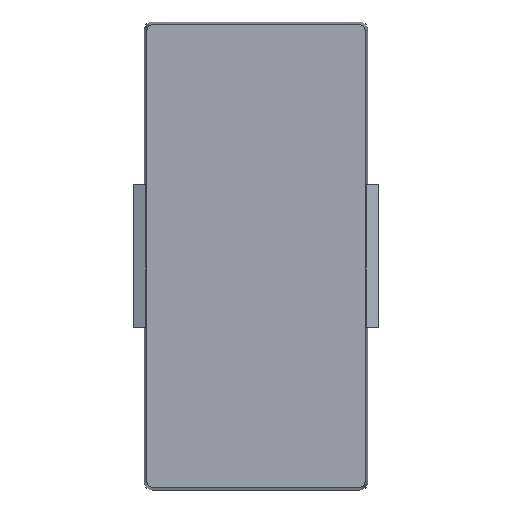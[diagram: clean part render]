
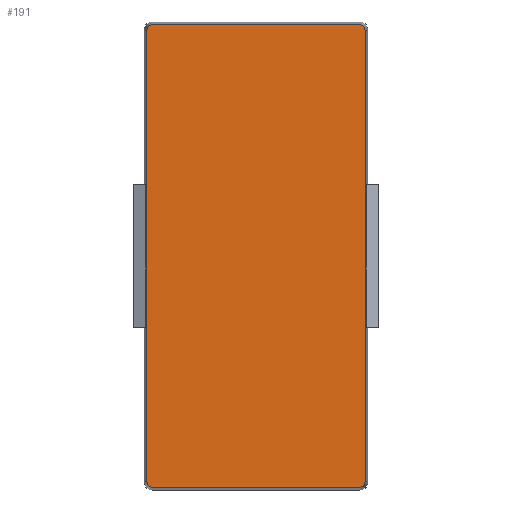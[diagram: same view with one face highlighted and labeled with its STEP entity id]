
A CAD part, top view. The second image highlights one B-rep face of the part: STEP entity #191.
In plain terms, the highlighted planar face has unit normal (0, 0, 1).
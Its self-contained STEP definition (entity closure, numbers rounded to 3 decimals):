
#3 = VERTEX_POINT ( 'NONE', #858 ) ;
#29 = VERTEX_POINT ( 'NONE', #855 ) ;
#57 = VECTOR ( 'NONE', #276, 1000. ) ;
#61 = LINE ( 'NONE', #273, #57 ) ;
#63 = VECTOR ( 'NONE', #298, 1000. ) ;
#79 = EDGE_LOOP ( 'NONE', ( #400, #295, #603, #611, #442, #451, #867, #843 ) ) ;
#110 = CIRCLE ( 'NONE', #409, 0.13 ) ;
#112 = LINE ( 'NONE', #310, #63 ) ;
#124 = CIRCLE ( 'NONE', #410, 0.13 ) ;
#141 = CIRCLE ( 'NONE', #412, 0.13 ) ;
#151 = VECTOR ( 'NONE', #466, 1000. ) ;
#155 = LINE ( 'NONE', #223, #151 ) ;
#157 = CIRCLE ( 'NONE', #414, 0.13 ) ;
#191 = ADVANCED_FACE ( 'NONE', ( #365 ), #777, .F. ) ;
#223 = CARTESIAN_POINT ( 'NONE',  ( -2.75, 5.68, 0.8 ) ) ;
#249 = EDGE_CURVE ( 'NONE', #815, #29, #820, .T. ) ;
#272 = CARTESIAN_POINT ( 'NONE',  ( 2.68, 5.55, 0.8 ) ) ;
#273 = CARTESIAN_POINT ( 'NONE',  ( -2.68, -5.75, 0.8 ) ) ;
#276 = DIRECTION ( 'NONE',  ( 0., 1., 0. ) ) ;
#280 = CARTESIAN_POINT ( 'NONE',  ( -2.55, -5.68, 0.8 ) ) ;
#282 = DIRECTION ( 'NONE',  ( -1., 0., 0. ) ) ;
#284 = DIRECTION ( 'NONE',  ( 0., 0., -1. ) ) ;
#286 = CARTESIAN_POINT ( 'NONE',  ( 2.55, -5.55, 0.8 ) ) ;
#295 = ORIENTED_EDGE ( 'NONE', *, *, #316, .F. ) ;
#298 = DIRECTION ( 'NONE',  ( -1., 0., 0. ) ) ;
#309 = EDGE_CURVE ( 'NONE', #326, #815, #157, .T. ) ;
#310 = CARTESIAN_POINT ( 'NONE',  ( -2.75, -5.68, 0.8 ) ) ;
#316 = EDGE_CURVE ( 'NONE', #461, #326, #155, .T. ) ;
#326 = VERTEX_POINT ( 'NONE', #448 ) ;
#347 = DIRECTION ( 'NONE',  ( -1., 0., 0. ) ) ;
#349 = DIRECTION ( 'NONE',  ( 0., 0., -1. ) ) ;
#351 = CARTESIAN_POINT ( 'NONE',  ( -2.55, -5.55, 0.8 ) ) ;
#365 = FACE_OUTER_BOUND ( 'NONE', #79, .T. ) ;
#368 = CARTESIAN_POINT ( 'NONE',  ( 2.68, -5.75, 0.8 ) ) ;
#384 = CARTESIAN_POINT ( 'NONE',  ( -2.68, 5.55, 0.8 ) ) ;
#388 = VERTEX_POINT ( 'NONE', #433 ) ;
#396 = CARTESIAN_POINT ( 'NONE',  ( -2.55, 5.68, 0.8 ) ) ;
#400 = ORIENTED_EDGE ( 'NONE', *, *, #309, .F. ) ;
#402 = DIRECTION ( 'NONE',  ( -1., 0., 0. ) ) ;
#403 = DIRECTION ( 'NONE',  ( 0., 0., -1. ) ) ;
#404 = CARTESIAN_POINT ( 'NONE',  ( -2.55, 5.55, 0.8 ) ) ;
#409 = AXIS2_PLACEMENT_3D ( 'NONE', #286, #284, #282 ) ;
#410 = AXIS2_PLACEMENT_3D ( 'NONE', #351, #349, #347 ) ;
#412 = AXIS2_PLACEMENT_3D ( 'NONE', #404, #403, #402 ) ;
#414 = AXIS2_PLACEMENT_3D ( 'NONE', #464, #458, #456 ) ;
#420 = EDGE_CURVE ( 'NONE', #480, #461, #141, .T. ) ;
#433 = CARTESIAN_POINT ( 'NONE',  ( -2.68, -5.55, 0.8 ) ) ;
#442 = ORIENTED_EDGE ( 'NONE', *, *, #560, .F. ) ;
#448 = CARTESIAN_POINT ( 'NONE',  ( 2.55, 5.68, 0.8 ) ) ;
#451 = ORIENTED_EDGE ( 'NONE', *, *, #714, .F. ) ;
#456 = DIRECTION ( 'NONE',  ( -1., 0., 0. ) ) ;
#458 = DIRECTION ( 'NONE',  ( 0., 0., -1. ) ) ;
#461 = VERTEX_POINT ( 'NONE', #396 ) ;
#464 = CARTESIAN_POINT ( 'NONE',  ( 2.55, 5.55, 0.8 ) ) ;
#466 = DIRECTION ( 'NONE',  ( 1., 0., 0. ) ) ;
#480 = VERTEX_POINT ( 'NONE', #384 ) ;
#534 = DIRECTION ( 'NONE',  ( 0., -1., 0. ) ) ;
#560 = EDGE_CURVE ( 'NONE', #767, #388, #124, .T. ) ;
#591 = AXIS2_PLACEMENT_3D ( 'NONE', #726, #715, #711 ) ;
#603 = ORIENTED_EDGE ( 'NONE', *, *, #420, .F. ) ;
#611 = ORIENTED_EDGE ( 'NONE', *, *, #763, .F. ) ;
#711 = DIRECTION ( 'NONE',  ( -1., 0., 0. ) ) ;
#714 = EDGE_CURVE ( 'NONE', #3, #767, #112, .T. ) ;
#715 = DIRECTION ( 'NONE',  ( 0., 0., -1. ) ) ;
#723 = EDGE_CURVE ( 'NONE', #29, #3, #110, .T. ) ;
#726 = CARTESIAN_POINT ( 'NONE',  ( 0., 0., 0.8 ) ) ;
#732 = VECTOR ( 'NONE', #534, 1000. ) ;
#763 = EDGE_CURVE ( 'NONE', #388, #480, #61, .T. ) ;
#767 = VERTEX_POINT ( 'NONE', #280 ) ;
#777 = PLANE ( 'NONE',  #591 ) ;
#815 = VERTEX_POINT ( 'NONE', #272 ) ;
#820 = LINE ( 'NONE', #368, #732 ) ;
#843 = ORIENTED_EDGE ( 'NONE', *, *, #249, .F. ) ;
#855 = CARTESIAN_POINT ( 'NONE',  ( 2.68, -5.55, 0.8 ) ) ;
#858 = CARTESIAN_POINT ( 'NONE',  ( 2.55, -5.68, 0.8 ) ) ;
#867 = ORIENTED_EDGE ( 'NONE', *, *, #723, .F. ) ;
